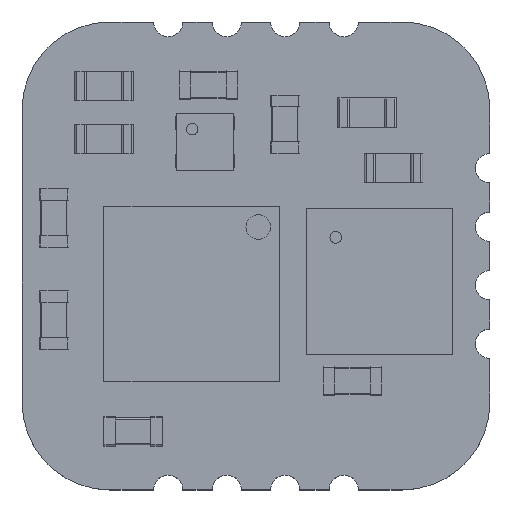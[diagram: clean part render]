
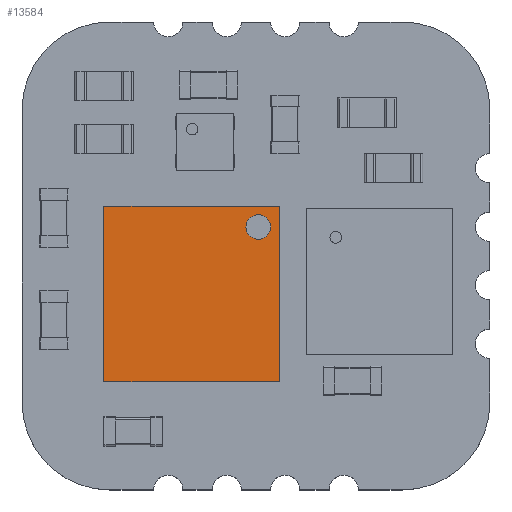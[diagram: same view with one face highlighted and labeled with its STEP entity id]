
A CAD part, top view. The second image highlights one B-rep face of the part: STEP entity #13584.
In plain terms, the highlighted face is planar.
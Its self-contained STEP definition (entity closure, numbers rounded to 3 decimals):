
#7940 = EDGE_CURVE('',#7941,#7943,#7945,.T.);
#7941 = VERTEX_POINT('',#7942);
#7942 = CARTESIAN_POINT('',(-1.143,1.,-1.349));
#7943 = VERTEX_POINT('',#7944);
#7944 = CARTESIAN_POINT('',(-1.143,1.,-0.928));
#7945 = CIRCLE('',#7946,0.21);
#7946 = AXIS2_PLACEMENT_3D('',#7947,#7948,#7949);
#7947 = CARTESIAN_POINT('',(-1.143,1.,-1.139));
#7948 = DIRECTION('',(0.,1.,0.));
#7949 = DIRECTION('',(0.,0.,-1.));
#13584 = ADVANCED_FACE('',(#13585,#13595),#13629,.T.);
#13585 = FACE_BOUND('',#13586,.T.);
#13586 = EDGE_LOOP('',(#13587,#13588));
#13587 = ORIENTED_EDGE('',*,*,#7940,.F.);
#13588 = ORIENTED_EDGE('',*,*,#13589,.F.);
#13589 = EDGE_CURVE('',#7943,#7941,#13590,.T.);
#13590 = CIRCLE('',#13591,0.21);
#13591 = AXIS2_PLACEMENT_3D('',#13592,#13593,#13594);
#13592 = CARTESIAN_POINT('',(-1.143,1.,-1.139));
#13593 = DIRECTION('',(0.,1.,0.));
#13594 = DIRECTION('',(0.,0.,-1.));
#13595 = FACE_BOUND('',#13596,.T.);
#13596 = EDGE_LOOP('',(#13597,#13607,#13615,#13623));
#13597 = ORIENTED_EDGE('',*,*,#13598,.T.);
#13598 = EDGE_CURVE('',#13599,#13601,#13603,.T.);
#13599 = VERTEX_POINT('',#13600);
#13600 = CARTESIAN_POINT('',(1.5,1.,1.5));
#13601 = VERTEX_POINT('',#13602);
#13602 = CARTESIAN_POINT('',(1.5,1.,-1.5));
#13603 = LINE('',#13604,#13605);
#13604 = CARTESIAN_POINT('',(1.5,1.,-1.5));
#13605 = VECTOR('',#13606,1.);
#13606 = DIRECTION('',(0.,0.,-1.));
#13607 = ORIENTED_EDGE('',*,*,#13608,.T.);
#13608 = EDGE_CURVE('',#13601,#13609,#13611,.T.);
#13609 = VERTEX_POINT('',#13610);
#13610 = CARTESIAN_POINT('',(-1.5,1.,-1.5));
#13611 = LINE('',#13612,#13613);
#13612 = CARTESIAN_POINT('',(-1.5,1.,-1.5));
#13613 = VECTOR('',#13614,1.);
#13614 = DIRECTION('',(-1.,0.,0.));
#13615 = ORIENTED_EDGE('',*,*,#13616,.T.);
#13616 = EDGE_CURVE('',#13609,#13617,#13619,.T.);
#13617 = VERTEX_POINT('',#13618);
#13618 = CARTESIAN_POINT('',(-1.5,1.,1.5));
#13619 = LINE('',#13620,#13621);
#13620 = CARTESIAN_POINT('',(-1.5,1.,-1.5));
#13621 = VECTOR('',#13622,1.);
#13622 = DIRECTION('',(0.,0.,1.));
#13623 = ORIENTED_EDGE('',*,*,#13624,.T.);
#13624 = EDGE_CURVE('',#13617,#13599,#13625,.T.);
#13625 = LINE('',#13626,#13627);
#13626 = CARTESIAN_POINT('',(-1.5,1.,1.5));
#13627 = VECTOR('',#13628,1.);
#13628 = DIRECTION('',(1.,0.,0.));
#13629 = PLANE('',#13630);
#13630 = AXIS2_PLACEMENT_3D('',#13631,#13632,#13633);
#13631 = CARTESIAN_POINT('',(0.,1.,0.));
#13632 = DIRECTION('',(0.,1.,0.));
#13633 = DIRECTION('',(-1.,0.,0.));
